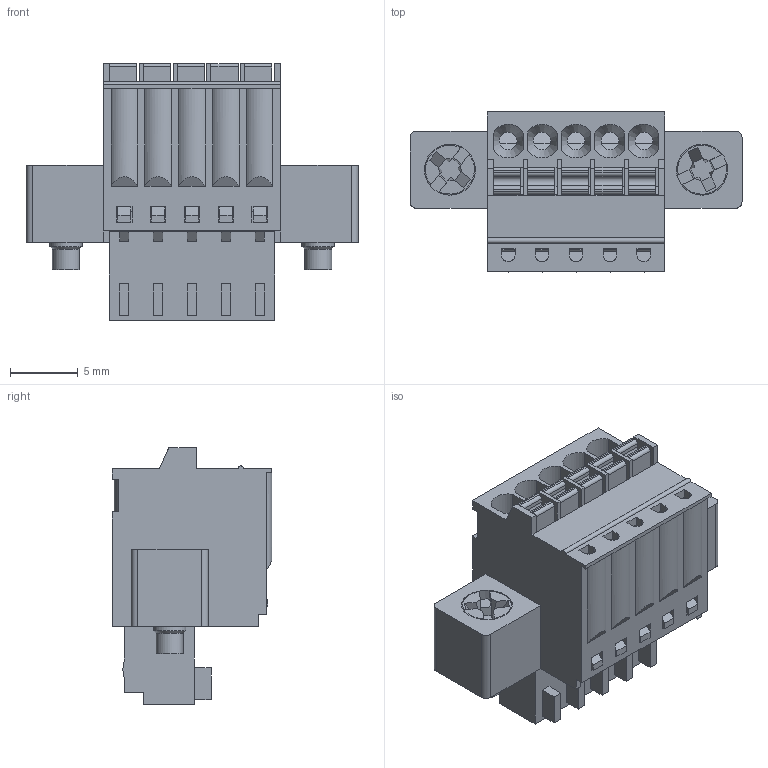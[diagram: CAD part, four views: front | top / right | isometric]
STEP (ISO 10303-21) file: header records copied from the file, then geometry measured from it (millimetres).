
FILE_DESCRIPTION(/* description */ ('Unknown'),/* implementation_level */ '2;1');
FILE_NAME(/* name */ '691381030005',/* time_stamp */ '2019-06-20T14:30:01+02:00',/* author */ ('Unknown'),/* organization */ ('Unknown'),/* preprocessor_version */ 'ST-DEVELOPER v16.7',/* originating_system */ 'DEX',/* authorisation */ $);
FILE_SCHEMA (('AUTOMOTIVE_DESIGN {1 0 10303 214 3 1 1}'));
Length unit declared in the file: millimetre
Products named in the file (7): 6913810300xx; 691381030005; 691381030005_BAS; 6913810300xx_VIS Flange; 6913810000xx_Levier; 6913810000xx; 6913810000xx_LAME
Assembly tree (19 placements, depth 2):
  6913810300xx
    691381030005
    691381030005_BAS
    6913810300xx_VIS Flange  x2
    6913810000xx_Levier  x5
    6913810000xx  x5
    6913810000xx_LAME  x5
Bounding box: 24.5 x 11.8 x 18.95 mm (x, y, z)
Volume: 1625.2 mm3; surface area: 5319.4 mm2
Topology: 19 solids, 19 shells, 1343 faces, 3734 edges, 2428 vertices
Faces by surface type: plane 1068, cylinder 257, cone 12, torus 6
Full cylindrical faces by diameter (mm): 1.3 x5, 2 x2, 2.4 x2, 2.45 x2, 3.75 x2, 3.8 x2
Entity records: 24956 total; most frequent: CARTESIAN_POINT 4428, ORIENTED_EDGE 4302, DIRECTION 3900, EDGE_CURVE 2151, LINE 1936, VECTOR 1936, VERTEX_POINT 1424, AXIS2_PLACEMENT_3D 982
